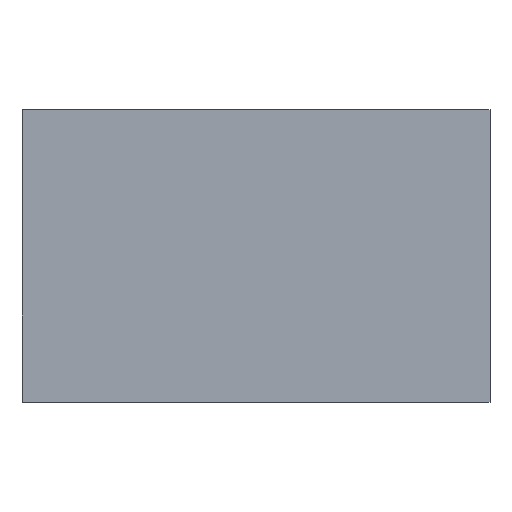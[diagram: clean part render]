
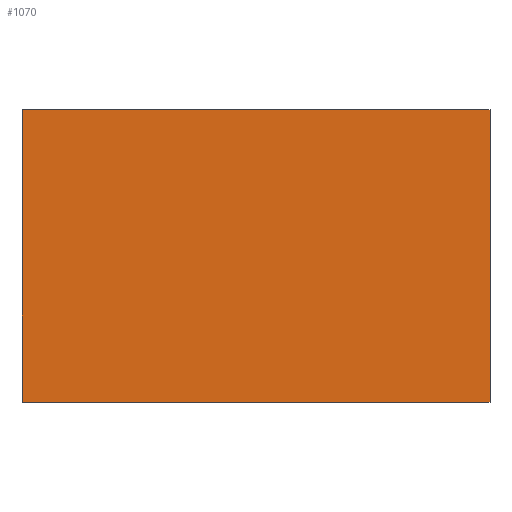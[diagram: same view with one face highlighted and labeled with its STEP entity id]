
A CAD part, top view. The second image highlights one B-rep face of the part: STEP entity #1070.
In plain terms, the highlighted planar face has unit normal (0, 0, 1).
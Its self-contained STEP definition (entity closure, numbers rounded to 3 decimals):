
#115=LINE('',#2009,#216);
#117=LINE('',#2013,#218);
#119=LINE('',#2017,#220);
#121=LINE('',#2020,#222);
#216=VECTOR('',#1271,10.);
#218=VECTOR('',#1275,10.);
#220=VECTOR('',#1279,10.);
#222=VECTOR('',#1283,10.);
#308=FACE_OUTER_BOUND('',#369,.T.);
#369=EDGE_LOOP('',(#972,#973,#974,#975));
#521=VERTEX_POINT('',#2006);
#522=VERTEX_POINT('',#2008);
#523=VERTEX_POINT('',#2012);
#524=VERTEX_POINT('',#2016);
#671=EDGE_CURVE('',#521,#522,#115,.T.);
#673=EDGE_CURVE('',#522,#523,#117,.T.);
#675=EDGE_CURVE('',#523,#524,#119,.T.);
#677=EDGE_CURVE('',#524,#521,#121,.T.);
#972=ORIENTED_EDGE('',*,*,#671,.F.);
#973=ORIENTED_EDGE('',*,*,#677,.F.);
#974=ORIENTED_EDGE('',*,*,#675,.F.);
#975=ORIENTED_EDGE('',*,*,#673,.F.);
#1013=PLANE('',#1121);
#1070=ADVANCED_FACE('',(#308),#1013,.T.);
#1121=AXIS2_PLACEMENT_3D('',#2021,#1284,#1285);
#1271=DIRECTION('',(0.,-1.,0.));
#1275=DIRECTION('',(-1.,0.,0.));
#1279=DIRECTION('',(0.,1.,0.));
#1283=DIRECTION('',(1.,0.,0.));
#1284=DIRECTION('center_axis',(0.,0.,1.));
#1285=DIRECTION('ref_axis',(1.,0.,0.));
#2006=CARTESIAN_POINT('',(1.,0.625,0.5));
#2008=CARTESIAN_POINT('',(1.,-0.625,0.5));
#2009=CARTESIAN_POINT('',(1.,0.625,0.5));
#2012=CARTESIAN_POINT('',(-1.,-0.625,0.5));
#2013=CARTESIAN_POINT('',(1.,-0.625,0.5));
#2016=CARTESIAN_POINT('',(-1.,0.625,0.5));
#2017=CARTESIAN_POINT('',(-1.,-0.625,0.5));
#2020=CARTESIAN_POINT('',(-1.,0.625,0.5));
#2021=CARTESIAN_POINT('Origin',(0.,0.,0.5));
